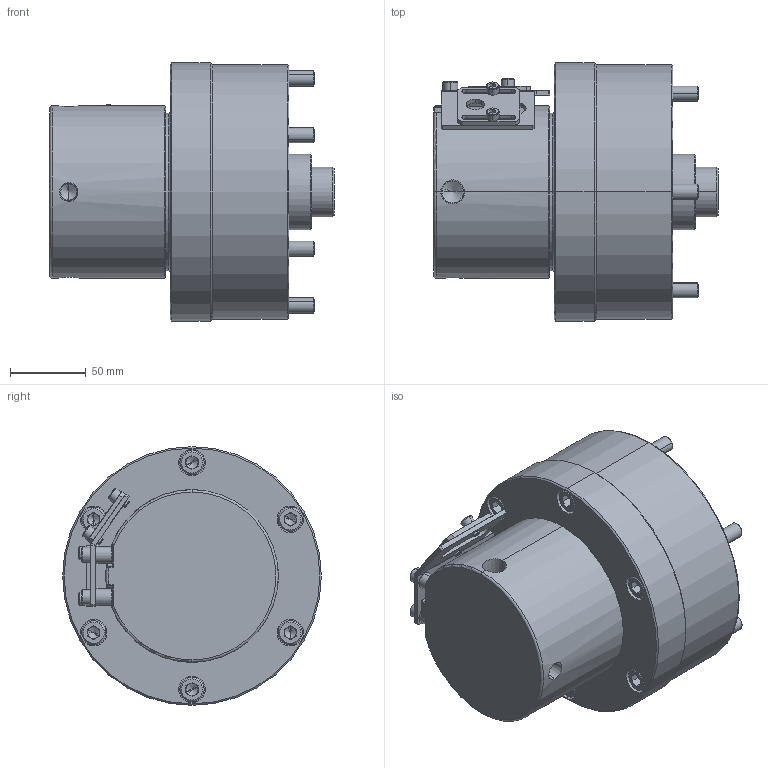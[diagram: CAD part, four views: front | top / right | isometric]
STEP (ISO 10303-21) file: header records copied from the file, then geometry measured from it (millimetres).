
FILE_DESCRIPTION (( 'STEP AP203' ), '1' );
FILE_NAME ('CF-RE-130.STEP', '2020-11-02T03:59:35', ( '' ), ( '' ), 'SwSTEP 2.0', 'SolidWorks 2016', '' );
FILE_SCHEMA (( 'CONFIG_CONTROL_DESIGN' ));
Length unit declared in the file: millimetre
Products named in the file (11): CF-RE-130活塞; 圓頭內六角螺栓_M10x85; CF-RE-06-03000; CF-RE-06-04000; 圓頭內六角螺栓_M6x25; 圓頭內六角螺栓_M5x8; RE-110檢出定位板; CF-RE-130閥蓋; CF-RE-130; CF-RE-130閥軸; CF-RE-130缸體
Assembly tree (21 placements, depth 2):
  CF-RE-130
    CF-RE-130閥蓋
    CF-RE-130閥軸
    CF-RE-130缸體
    CF-RE-130活塞
    圓頭內六角螺栓_M10x85  x6
    CF-RE-06-03000  x2
    CF-RE-06-04000
    圓頭內六角螺栓_M6x25  x2
    RE-110檢出定位板  x2
    圓頭內六角螺栓_M5x8  x4
Bounding box: 188 x 171 x 171 mm (x, y, z)
Volume: 1858746.5 mm3; surface area: 329995.5 mm2
Topology: 21 solids, 21 shells, 574 faces, 1325 edges, 804 vertices
Faces by surface type: plane 274, cylinder 170, cone 116, torus 8, bspline 6
Entity records: 11947 total; most frequent: CARTESIAN_POINT 2948, DIRECTION 1687, ORIENTED_EDGE 1458, EDGE_CURVE 729, AXIS2_PLACEMENT_3D 660, VERTEX_POINT 459, EDGE_LOOP 398, LINE 367
